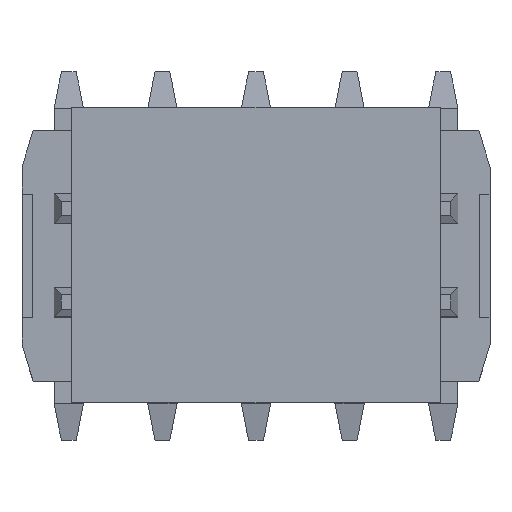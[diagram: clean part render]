
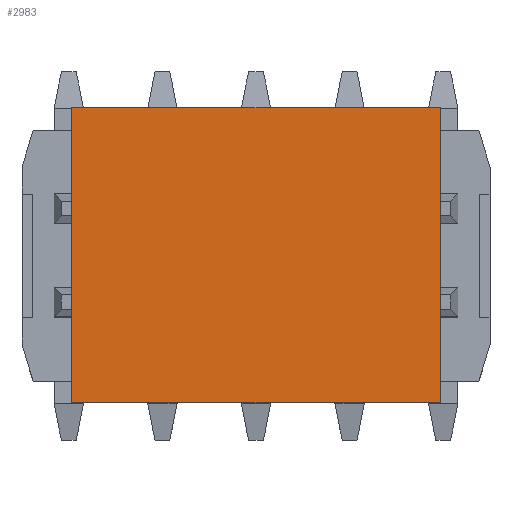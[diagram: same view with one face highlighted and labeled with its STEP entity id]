
A CAD part, top view. The second image highlights one B-rep face of the part: STEP entity #2983.
In plain terms, the highlighted planar face has unit normal (0, 0, 1).
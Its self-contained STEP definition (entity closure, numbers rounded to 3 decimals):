
#864=ORIENTED_EDGE('',*,*,#1324,.T.);
#865=ORIENTED_EDGE('',*,*,#1251,.F.);
#866=ORIENTED_EDGE('',*,*,#1325,.F.);
#867=ORIENTED_EDGE('',*,*,#1322,.T.);
#1251=EDGE_CURVE('',#1545,#1542,#1921,.T.);
#1322=EDGE_CURVE('',#1593,#1592,#1972,.T.);
#1324=EDGE_CURVE('',#1592,#1542,#1974,.T.);
#1325=EDGE_CURVE('',#1593,#1545,#1975,.T.);
#1542=VERTEX_POINT('',#4632);
#1545=VERTEX_POINT('',#4637);
#1592=VERTEX_POINT('',#4779);
#1593=VERTEX_POINT('',#4781);
#1921=LINE('',#4638,#2303);
#1972=LINE('',#4780,#2354);
#1974=LINE('',#4784,#2356);
#1975=LINE('',#4785,#2357);
#2303=VECTOR('',#3796,1000.);
#2354=VECTOR('',#3935,1000.);
#2356=VECTOR('',#3939,1000.);
#2357=VECTOR('',#3940,1000.);
#2527=EDGE_LOOP('',(#864,#865,#866,#867));
#2699=FACE_BOUND('',#2527,.T.);
#2835=PLANE('',#3198);
#2983=ADVANCED_FACE('',(#2699),#2835,.F.);
#3198=AXIS2_PLACEMENT_3D('',#4783,#3937,#3938);
#3796=DIRECTION('',(0.,1.,0.));
#3935=DIRECTION('',(0.,1.,0.));
#3937=DIRECTION('',(0.,0.,-1.));
#3938=DIRECTION('',(-1.,0.,0.));
#3939=DIRECTION('',(-1.,0.,0.));
#3940=DIRECTION('',(-1.,0.,0.));
#4632=CARTESIAN_POINT('',(-2.,2.5,1.777));
#4637=CARTESIAN_POINT('',(-2.,-2.5,1.777));
#4638=CARTESIAN_POINT('',(-2.,-2.5,1.777));
#4779=CARTESIAN_POINT('',(2.,2.5,1.777));
#4780=CARTESIAN_POINT('',(2.,-2.5,1.777));
#4781=CARTESIAN_POINT('',(2.,-2.5,1.777));
#4783=CARTESIAN_POINT('',(2.,-2.5,1.777));
#4784=CARTESIAN_POINT('',(2.,2.5,1.777));
#4785=CARTESIAN_POINT('',(2.,-2.5,1.777));
